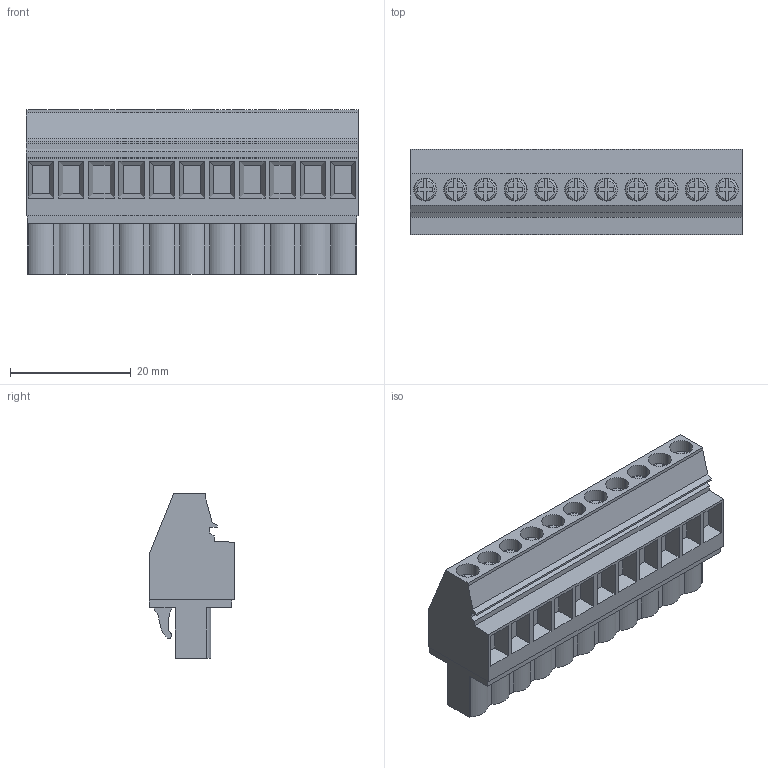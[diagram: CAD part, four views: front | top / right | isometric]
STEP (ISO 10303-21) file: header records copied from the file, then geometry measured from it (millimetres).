
FILE_DESCRIPTION(('CATIA V5 STEP Exchange','CAx-IF Rec.Pracs.--- Model Styling and Organization---1.2---2011-12-15'),'2;1');
FILE_NAME ('D1460464_0_1959010000_1959010000.stp','2018-09-10T15:24:01+00:00',('none'),('Weidmueller'),'CATIA Version 5-6 Release 2014','CATIA V5 STEP AP214','none');
FILE_SCHEMA(('AUTOMOTIVE_DESIGN { 1 0 10303 214 1 1 1 1 }'));
Length unit declared in the file: millimetre
Products named in the file (1): 1959010000
Bounding box: 55 x 14.1 x 27.3 mm (x, y, z)
Volume: 13130.5 mm3; surface area: 6814.9 mm2
Topology: 12 solids, 12 shells, 486 faces, 1348 edges, 920 vertices
Faces by surface type: plane 375, cylinder 67, cone 22, torus 22
Entity records: 14241 total; most frequent: CARTESIAN_POINT 2754, ORIENTED_EDGE 2696, DIRECTION 1790, EDGE_CURVE 1348, VECTOR 950, LINE 950, VERTEX_POINT 920, AXIS2_PLACEMENT_3D 576
